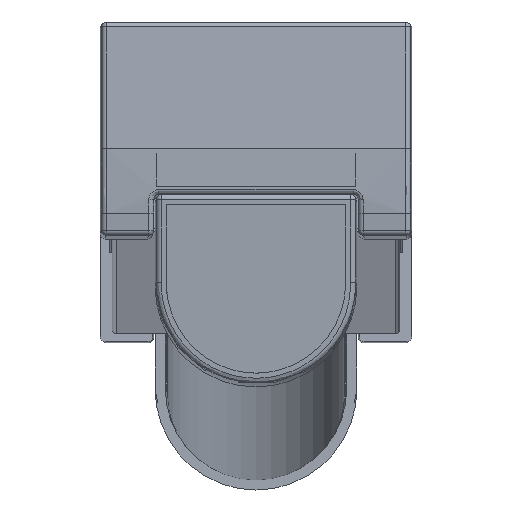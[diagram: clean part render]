
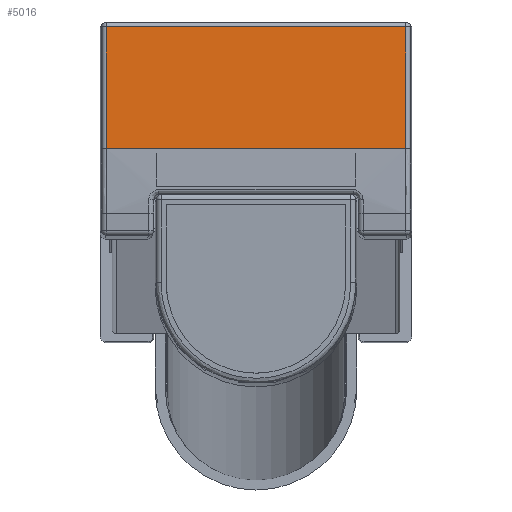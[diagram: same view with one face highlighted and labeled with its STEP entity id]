
A CAD part, front view. The second image highlights one B-rep face of the part: STEP entity #5016.
In plain terms, the highlighted face is planar.
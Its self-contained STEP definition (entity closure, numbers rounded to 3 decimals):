
#211 = CARTESIAN_POINT ( 'NONE',  ( 29.626, -308.059, -25.093 ) ) ;
#932 = LINE ( 'NONE', #4831, #7914 ) ;
#968 = DIRECTION ( 'NONE',  ( 1., 0., 0. ) ) ;
#1284 = VECTOR ( 'NONE', #7468, 1000. ) ;
#1435 = DIRECTION ( 'NONE',  ( 0., -0.017, -1. ) ) ;
#1538 = ORIENTED_EDGE ( 'NONE', *, *, #2826, .T. ) ;
#1826 = VECTOR ( 'NONE', #1435, 1000. ) ;
#1897 = DIRECTION ( 'NONE',  ( 0., 1., -0.017 ) ) ;
#2071 = VERTEX_POINT ( 'NONE', #5546 ) ;
#2533 = EDGE_LOOP ( 'NONE', ( #1538, #6974, #4567, #7694 ) ) ;
#2637 = AXIS2_PLACEMENT_3D ( 'NONE', #6400, #1897, #4483 ) ;
#2766 = VECTOR ( 'NONE', #4969, 1000. ) ;
#2826 = EDGE_CURVE ( 'NONE', #8028, #5951, #8192, .T. ) ;
#3011 = CARTESIAN_POINT ( 'NONE',  ( 29.626, -308.059, -25.093 ) ) ;
#3364 = EDGE_CURVE ( 'NONE', #5951, #4275, #3599, .T. ) ;
#3599 = LINE ( 'NONE', #4873, #1284 ) ;
#3948 = EDGE_CURVE ( 'NONE', #4275, #2071, #4736, .T. ) ;
#4091 = CARTESIAN_POINT ( 'NONE',  ( -29.626, -307.638, -0.983 ) ) ;
#4275 = VERTEX_POINT ( 'NONE', #4387 ) ;
#4387 = CARTESIAN_POINT ( 'NONE',  ( -29.626, -307.638, -0.983 ) ) ;
#4483 = DIRECTION ( 'NONE',  ( 1., 0., 0. ) ) ;
#4567 = ORIENTED_EDGE ( 'NONE', *, *, #3948, .T. ) ;
#4736 = LINE ( 'NONE', #4091, #1826 ) ;
#4822 = EDGE_CURVE ( 'NONE', #2071, #8028, #932, .T. ) ;
#4831 = CARTESIAN_POINT ( 'NONE',  ( -29.626, -308.059, -25.093 ) ) ;
#4873 = CARTESIAN_POINT ( 'NONE',  ( 29.626, -307.638, -0.983 ) ) ;
#4969 = DIRECTION ( 'NONE',  ( 0., 0.017, 1. ) ) ;
#5016 = ADVANCED_FACE ( 'NONE', ( #5716 ), #7712, .F. ) ;
#5545 = CARTESIAN_POINT ( 'NONE',  ( 29.626, -307.638, -0.983 ) ) ;
#5546 = CARTESIAN_POINT ( 'NONE',  ( -29.626, -308.059, -25.093 ) ) ;
#5716 = FACE_OUTER_BOUND ( 'NONE', #2533, .T. ) ;
#5951 = VERTEX_POINT ( 'NONE', #5545 ) ;
#6400 = CARTESIAN_POINT ( 'NONE',  ( 29.9, -308.23, -34.873 ) ) ;
#6974 = ORIENTED_EDGE ( 'NONE', *, *, #3364, .T. ) ;
#7468 = DIRECTION ( 'NONE',  ( -1., 0., 0. ) ) ;
#7694 = ORIENTED_EDGE ( 'NONE', *, *, #4822, .T. ) ;
#7712 = PLANE ( 'NONE',  #2637 ) ;
#7914 = VECTOR ( 'NONE', #968, 1000. ) ;
#8028 = VERTEX_POINT ( 'NONE', #211 ) ;
#8192 = LINE ( 'NONE', #3011, #2766 ) ;
